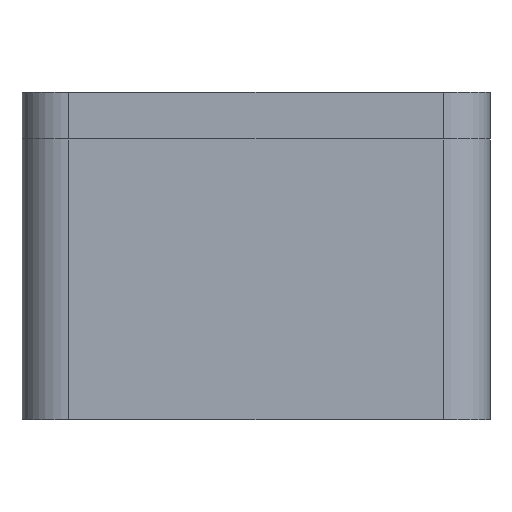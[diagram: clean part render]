
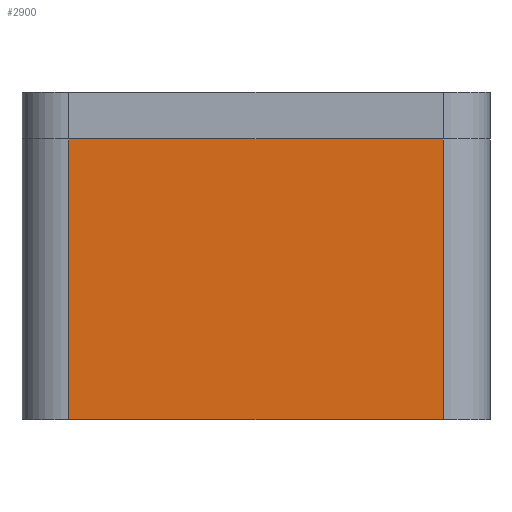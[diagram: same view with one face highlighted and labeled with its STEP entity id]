
A CAD part, front view. The second image highlights one B-rep face of the part: STEP entity #2900.
In plain terms, the highlighted planar face has unit normal (0, -1, 0).
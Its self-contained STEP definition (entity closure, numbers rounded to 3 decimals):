
#133=PLANE('',#3094);
#225=FACE_OUTER_BOUND('',#394,.T.);
#394=EDGE_LOOP('',(#2099,#2100,#2101,#2102));
#760=LINE('',#4468,#1030);
#773=LINE('',#4507,#1043);
#774=LINE('',#4509,#1044);
#775=LINE('',#4510,#1045);
#1030=VECTOR('',#3490,10.);
#1043=VECTOR('',#3529,10.);
#1044=VECTOR('',#3532,10.);
#1045=VECTOR('',#3533,10.);
#1298=VERTEX_POINT('',#4464);
#1300=VERTEX_POINT('',#4467);
#1312=VERTEX_POINT('',#4503);
#1313=VERTEX_POINT('',#4505);
#1598=EDGE_CURVE('',#1298,#1300,#760,.T.);
#1618=EDGE_CURVE('',#1312,#1313,#773,.T.);
#1619=EDGE_CURVE('',#1312,#1298,#774,.T.);
#1620=EDGE_CURVE('',#1300,#1313,#775,.T.);
#2099=ORIENTED_EDGE('',*,*,#1619,.F.);
#2100=ORIENTED_EDGE('',*,*,#1618,.T.);
#2101=ORIENTED_EDGE('',*,*,#1620,.F.);
#2102=ORIENTED_EDGE('',*,*,#1598,.F.);
#2900=ADVANCED_FACE('',(#225),#133,.T.);
#3094=AXIS2_PLACEMENT_3D('',#4508,#3530,#3531);
#3490=DIRECTION('',(0.,0.,1.));
#3529=DIRECTION('',(0.,0.,1.));
#3530=DIRECTION('center_axis',(0.,-1.,0.));
#3531=DIRECTION('ref_axis',(1.,0.,0.));
#3532=DIRECTION('',(-1.,0.,0.));
#3533=DIRECTION('',(1.,0.,0.));
#4464=CARTESIAN_POINT('',(-16.,-20.,-12.));
#4467=CARTESIAN_POINT('',(-16.,-20.,12.));
#4468=CARTESIAN_POINT('',(-16.,-20.,-14.));
#4503=CARTESIAN_POINT('',(16.,-20.,-12.));
#4505=CARTESIAN_POINT('',(16.,-20.,12.));
#4507=CARTESIAN_POINT('',(16.,-20.,-14.));
#4508=CARTESIAN_POINT('Origin',(-16.,-20.,-14.));
#4509=CARTESIAN_POINT('',(16.,-20.,-12.));
#4510=CARTESIAN_POINT('',(16.,-20.,12.));
